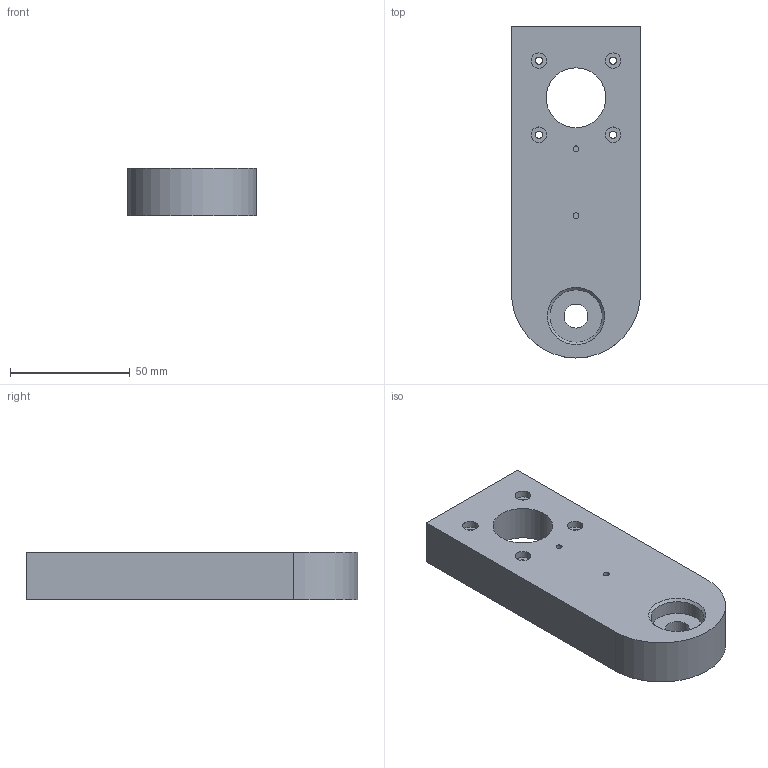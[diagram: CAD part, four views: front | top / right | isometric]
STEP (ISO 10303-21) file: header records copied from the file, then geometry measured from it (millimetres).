
FILE_DESCRIPTION(/* description */ ('Alibre Inc.'),/* implementation_level */ '2;1');
FILE_NAME(/* name */ 'export0',/* time_stamp */ '2015-08-31T11:41:37+08:00',/* author */ (''),/* organization */ (''),/* preprocessor_version */ 'ST-DEVELOPER v14',/* originating_system */ 'Alibre',/* authorisation */ '');
FILE_SCHEMA (('CONFIG_CONTROL_DESIGN'));
Length unit declared in the file: centimetre
Products named in the file (1): ID_1
Bounding box: 54 x 138.85 x 20 mm (x, y, z)
Volume: 118911.4 mm3; surface area: 24886.6 mm2
Topology: 1 solids, 1 shells, 47 faces, 95 edges, 63 vertices
Faces by surface type: cylinder 23, plane 22, cone 2
Full cylindrical faces by diameter (mm): 2.5 x2, 3 x6, 4.48 x2, 6.5 x4, 10 x1, 21.99 x2, 25 x1
Entity records: 1227 total; most frequent: DIRECTION 194, CARTESIAN_POINT 183, ORIENTED_EDGE 148, AXIS2_PLACEMENT_3D 95, EDGE_LOOP 92, FACE_BOUND 92, EDGE_CURVE 74, VERTEX_POINT 62
